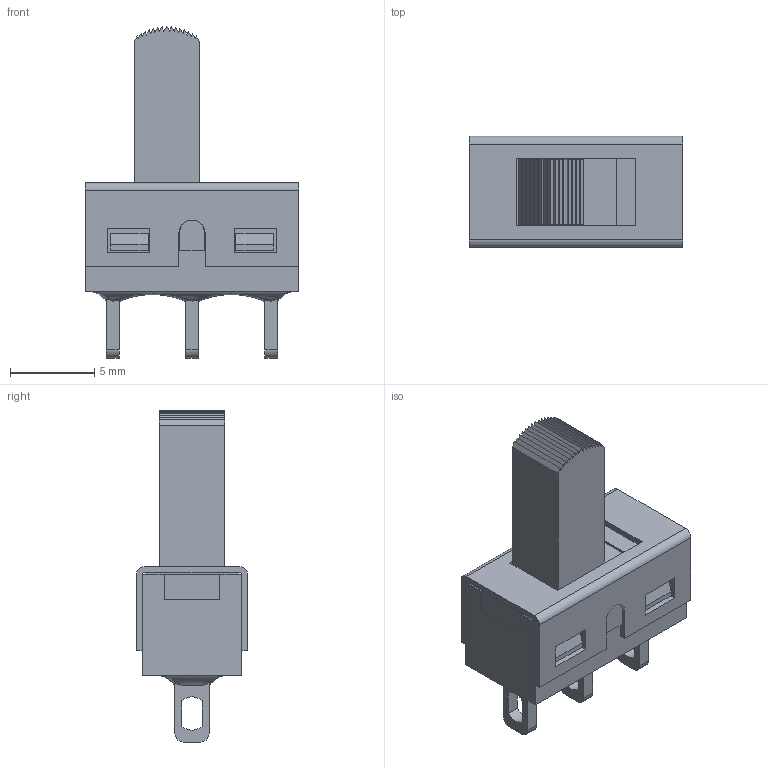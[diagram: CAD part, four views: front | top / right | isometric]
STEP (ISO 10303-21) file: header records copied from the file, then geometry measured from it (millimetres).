
FILE_DESCRIPTION(/* description */ (''),/* implementation_level */ '2;1');
FILE_NAME(/* name */ '500SPPxS3M1xEA.stp',/* time_stamp */ '2025-05-14T16:26:25-05:00',/* author */ ('mroman'),/* organization */ (''),/* preprocessor_version */ 'ST-DEVELOPER v18.1',/* originating_system */ 'Autodesk Inventor 2022',/* authorisation */ '');
FILE_SCHEMA (('AUTOMOTIVE_DESIGN { 1 0 10303 214 3 1 1 }'));
Length unit declared in the file: inch
Products named in the file (1): 500SPPxS3M1xEA
Bounding box: 12.7 x 6.6 x 19.71 mm (x, y, z)
Volume: 410.3 mm3; surface area: 1144.1 mm2
Topology: 1 solids, 1 shells, 203 faces, 583 edges, 388 vertices
Faces by surface type: plane 169, cylinder 26, bspline 8
Entity records: 7045 total; most frequent: CARTESIAN_POINT 1676, ORIENTED_EDGE 1174, DIRECTION 989, EDGE_CURVE 587, LINE 485, VECTOR 485, VERTEX_POINT 388, AXIS2_PLACEMENT_3D 252
